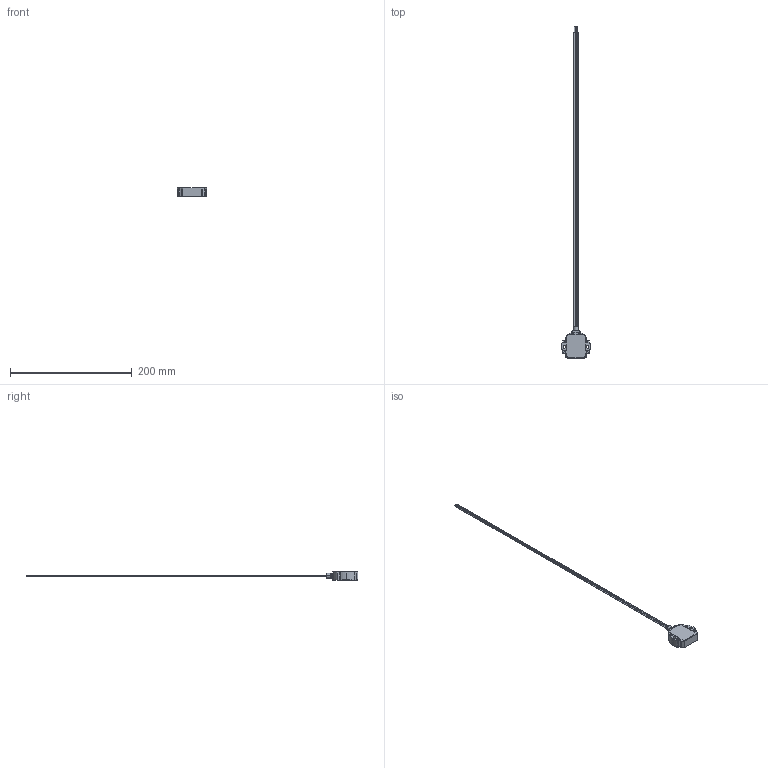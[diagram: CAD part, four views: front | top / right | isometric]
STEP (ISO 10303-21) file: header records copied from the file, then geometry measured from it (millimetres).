
FILE_DESCRIPTION (( 'STEP AP214' ), '1' );
FILE_NAME ('3_Litzen_EA_Code_401.STEP', '2017-11-22T06:06:16', ( 'dummy' ), ( 'Microsoft' ), 'SwSTEP 2.0', 'SolidWorks 2017', '' );
FILE_SCHEMA (( 'AUTOMOTIVE_DESIGN' ));
Length unit declared in the file: millimetre
Products named in the file (1): 3_Litzen_EA_Code_401
Bounding box: 47.6 x 544.7 x 13.8 mm (x, y, z)
Surface area: 13889.6 mm2 (no closed solid volume)
Topology: 0 solids, 7 shells, 94 faces, 361 edges, 271 vertices
Faces by surface type: cylinder 53, plane 35, torus 6
Entity records: 4966 total; most frequent: CARTESIAN_POINT 799, DIRECTION 694, ORIENTED_EDGE 563, EDGE_CURVE 361, VERTEX_POINT 271, AXIS2_PLACEMENT_3D 248, LINE 198, VECTOR 198
